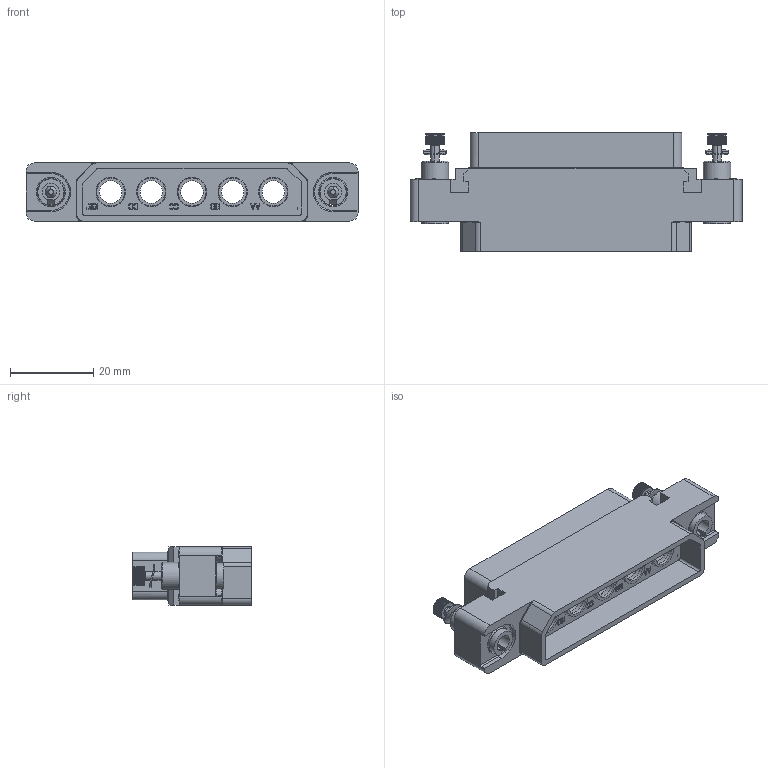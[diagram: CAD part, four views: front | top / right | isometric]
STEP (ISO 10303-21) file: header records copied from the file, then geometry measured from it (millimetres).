
FILE_DESCRIPTION((''),'2;1');
FILE_NAME('00197772400','2020-09-23T',('presta_be4'),(''),'CREO PARAMETRIC BY PTC INC, 2018360','CREO PARAMETRIC BY PTC INC, 2018360','');
FILE_SCHEMA(('CONFIG_CONTROL_DESIGN'));
Products named in the file (1): 00197772400
Bounding box: 80 x 28.64 x 14 mm (x, y, z)
Volume: 14469.2 mm3; surface area: 13211.5 mm2
Topology: 8 solids, 8 shells, 2111 faces, 5804 edges, 3784 vertices
Faces by surface type: plane 1456, cylinder 360, cone 182, torus 113
Entity records: 69397 total; most frequent: CARTESIAN_POINT 15809, ORIENTED_EDGE 11600, DIRECTION 10593, EDGE_CURVE 5800, VECTOR 4017, LINE 4017, VERTEX_POINT 3784, AXIS2_PLACEMENT_3D 3288
